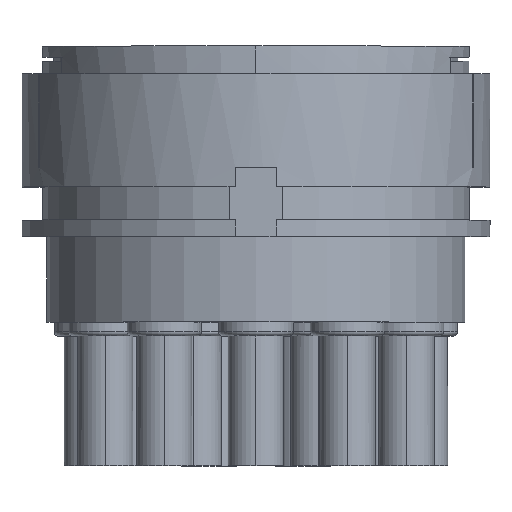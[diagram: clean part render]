
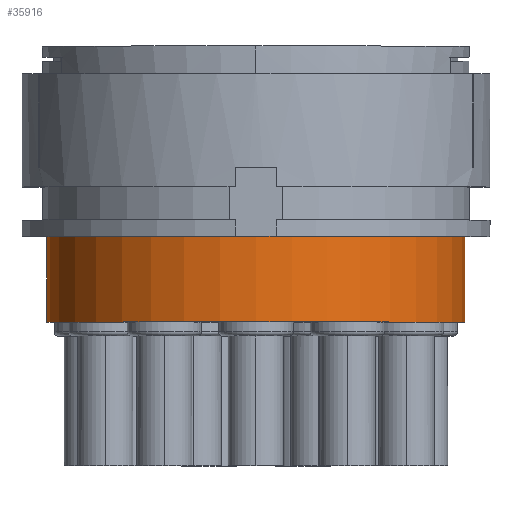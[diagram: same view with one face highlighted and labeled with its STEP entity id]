
A CAD part, top view. The second image highlights one B-rep face of the part: STEP entity #35916.
In plain terms, the highlighted cylindrical face has radius 7.575 mm (diameter 15.15 mm), a partial arc.
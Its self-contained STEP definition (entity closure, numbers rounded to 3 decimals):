
#3470=CARTESIAN_POINT('',(0.,-10.,0.));
#3471=DIRECTION('',(0.,1.,0.));
#3472=DIRECTION('',(-1.,0.,0.));
#3473=AXIS2_PLACEMENT_3D('',#3470,#3471,#3472);
#5202=DIRECTION('',(0.,1.,0.));
#5203=VECTOR('',#5202,3.1);
#5204=CARTESIAN_POINT('',(7.575,-10.,0.));
#5205=LINE('',#5204,#5203);
#5206=DIRECTION('',(0.,1.,0.));
#5207=VECTOR('',#5206,3.1);
#5208=CARTESIAN_POINT('',(-7.575,-10.,0.));
#5209=LINE('',#5208,#5207);
#5282=CARTESIAN_POINT('',(0.,-6.9,0.));
#5283=DIRECTION('',(0.,-1.,0.));
#5284=DIRECTION('',(1.,0.,0.));
#5285=AXIS2_PLACEMENT_3D('',#5282,#5283,#5284);
#27707=CARTESIAN_POINT('',(7.575,-6.9,0.));
#27708=CARTESIAN_POINT('',(-7.575,-6.9,0.));
#27709=VERTEX_POINT('',#27707);
#27710=VERTEX_POINT('',#27708);
#27711=CARTESIAN_POINT('',(-7.575,-10.,0.));
#27712=CARTESIAN_POINT('',(7.575,-10.,0.));
#27713=VERTEX_POINT('',#27711);
#27714=VERTEX_POINT('',#27712);
#35902=CARTESIAN_POINT('',(0.,-10.,0.));
#35903=DIRECTION('',(0.,1.,0.));
#35904=DIRECTION('',(1.,0.,0.));
#35905=AXIS2_PLACEMENT_3D('',#35902,#35903,#35904);
#35906=CYLINDRICAL_SURFACE('',#35905,7.575);
#35907=ORIENTED_EDGE('',*,*,#35071,.F.);
#35909=ORIENTED_EDGE('',*,*,#35908,.T.);
#35911=ORIENTED_EDGE('',*,*,#35910,.F.);
#35913=ORIENTED_EDGE('',*,*,#35912,.F.);
#35914=EDGE_LOOP('',(#35907,#35909,#35911,#35913));
#35915=FACE_OUTER_BOUND('',#35914,.F.);
#3474=CIRCLE('',#3473,7.575);
#5286=CIRCLE('',#5285,7.575);
#35071=EDGE_CURVE('',#27713,#27714,#3474,.T.);
#35908=EDGE_CURVE('',#27713,#27710,#5209,.T.);
#35910=EDGE_CURVE('',#27709,#27710,#5286,.T.);
#35912=EDGE_CURVE('',#27714,#27709,#5205,.T.);
#35916=ADVANCED_FACE('',(#35915),#35906,.T.);
